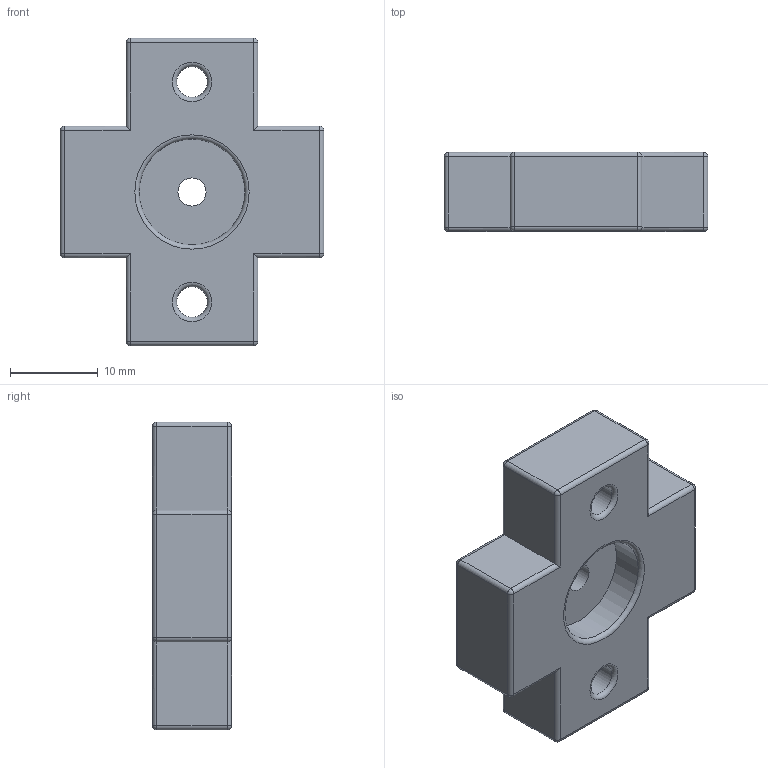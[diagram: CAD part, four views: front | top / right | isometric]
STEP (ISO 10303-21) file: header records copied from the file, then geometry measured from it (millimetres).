
FILE_DESCRIPTION(/* description */ (''),/* implementation_level */ '2;1');
FILE_NAME(/* name */ 'bottom_loadcell_to_ankle_adapter.step',/* time_stamp */ '2023-10-13T13:04:56-04:00',/* author */ (''),/* organization */ (''),/* preprocessor_version */ 'ST-DEVELOPER v20',/* originating_system */ 'Autodesk Translation Framework v12.14.0.127',/* authorisation */ '');
FILE_SCHEMA (('AUTOMOTIVE_DESIGN { 1 0 10303 214 3 1 1 }'));
Length unit declared in the file: millimetre
Products named in the file (1): bottom loadcell-to-ankle adapter
Bounding box: 30 x 9 x 35 mm (x, y, z)
Volume: 5571.1 mm3; surface area: 3046.6 mm2
Topology: 1 solids, 1 shells, 77 faces, 163 edges, 90 vertices
Faces by surface type: cylinder 36, plane 20, sphere 16, torus 5
Full cylindrical faces by diameter (mm): 3.2 x1, 3.5 x2, 12 x1
Entity records: 2080 total; most frequent: DIRECTION 398, CARTESIAN_POINT 331, ORIENTED_EDGE 326, EDGE_CURVE 163, AXIS2_PLACEMENT_3D 157, VERTEX_POINT 90, EDGE_LOOP 85, LINE 84
